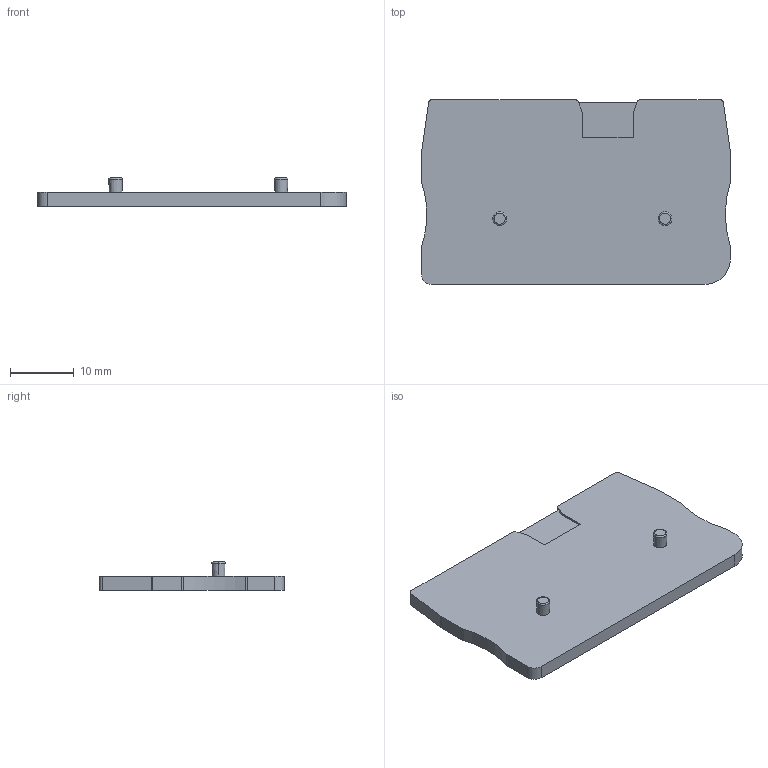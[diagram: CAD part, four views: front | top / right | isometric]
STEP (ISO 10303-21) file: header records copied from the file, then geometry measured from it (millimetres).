
FILE_DESCRIPTION((''),'2;1');
FILE_NAME('11','2021-02-20T',('Administrator'),(''),'PRO/ENGINEER BY PARAMETRIC TECHNOLOGY CORPORATION, 2013230','PRO/ENGINEER BY PARAMETRIC TECHNOLOGY CORPORATION, 2013230','');
FILE_SCHEMA(('CONFIG_CONTROL_DESIGN'));
Length unit declared in the file: millimetre
Products named in the file (1): 11
Bounding box: 48.5 x 29 x 4.4 mm (x, y, z)
Volume: 3027.5 mm3; surface area: 3119.9 mm2
Topology: 1 solids, 1 shells, 46 faces, 124 edges, 82 vertices
Faces by surface type: plane 24, cylinder 14, cone 4, torus 4
Entity records: 1526 total; most frequent: DIRECTION 262, CARTESIAN_POINT 252, ORIENTED_EDGE 248, EDGE_CURVE 124, AXIS2_PLACEMENT_3D 92, VERTEX_POINT 82, VECTOR 78, LINE 78
